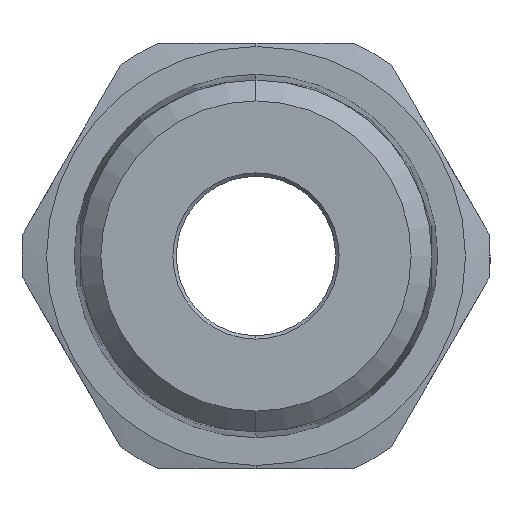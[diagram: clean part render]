
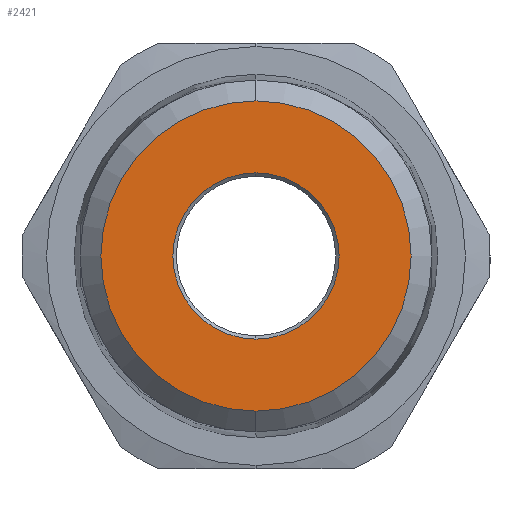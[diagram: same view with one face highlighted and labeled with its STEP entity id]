
A CAD part, left-side view. The second image highlights one B-rep face of the part: STEP entity #2421.
In plain terms, the highlighted planar face has unit normal (-1, 0, 0).
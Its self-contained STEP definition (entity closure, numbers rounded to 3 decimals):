
#81 = CIRCLE ( 'NONE', #681, 11.477 ) ;
#188 = CARTESIAN_POINT ( 'NONE',  ( 0., 0., 6.15 ) ) ;
#198 = EDGE_LOOP ( 'NONE', ( #1890, #920 ) ) ;
#326 = DIRECTION ( 'NONE',  ( -1., 0., 0. ) ) ;
#353 = DIRECTION ( 'NONE',  ( 0., 0., -1. ) ) ;
#458 = EDGE_CURVE ( 'NONE', #2244, #2341, #1028, .T. ) ;
#681 = AXIS2_PLACEMENT_3D ( 'NONE', #2277, #326, #2033 ) ;
#747 = CARTESIAN_POINT ( 'NONE',  ( 0., 0., -11.477 ) ) ;
#830 = AXIS2_PLACEMENT_3D ( 'NONE', #1193, #2931, #1920 ) ;
#854 = DIRECTION ( 'NONE',  ( 1., 0., 0. ) ) ;
#877 = VERTEX_POINT ( 'NONE', #747 ) ;
#920 = ORIENTED_EDGE ( 'NONE', *, *, #2381, .T. ) ;
#957 = AXIS2_PLACEMENT_3D ( 'NONE', #2141, #1927, #2889 ) ;
#1019 = FACE_BOUND ( 'NONE', #198, .T. ) ;
#1028 = CIRCLE ( 'NONE', #2800, 6.15 ) ;
#1099 = VERTEX_POINT ( 'NONE', #2344 ) ;
#1193 = CARTESIAN_POINT ( 'NONE',  ( 0., 0., 0. ) ) ;
#1441 = PLANE ( 'NONE',  #830 ) ;
#1518 = EDGE_CURVE ( 'NONE', #1099, #877, #81, .T. ) ;
#1713 = DIRECTION ( 'NONE',  ( 1., 0., 0. ) ) ;
#1725 = DIRECTION ( 'NONE',  ( 0., 0., -1. ) ) ;
#1890 = ORIENTED_EDGE ( 'NONE', *, *, #458, .T. ) ;
#1920 = DIRECTION ( 'NONE',  ( 0., 0., -1. ) ) ;
#1927 = DIRECTION ( 'NONE',  ( -1., 0., 0. ) ) ;
#2033 = DIRECTION ( 'NONE',  ( 0., 0., -1. ) ) ;
#2141 = CARTESIAN_POINT ( 'NONE',  ( 0., 0., 0. ) ) ;
#2211 = CARTESIAN_POINT ( 'NONE',  ( 0., 0., 0. ) ) ;
#2244 = VERTEX_POINT ( 'NONE', #188 ) ;
#2263 = ORIENTED_EDGE ( 'NONE', *, *, #1518, .T. ) ;
#2277 = CARTESIAN_POINT ( 'NONE',  ( 0., 0., 0. ) ) ;
#2296 = CARTESIAN_POINT ( 'NONE',  ( 0., 0., 0. ) ) ;
#2341 = VERTEX_POINT ( 'NONE', #2456 ) ;
#2344 = CARTESIAN_POINT ( 'NONE',  ( 0., 0., 11.477 ) ) ;
#2381 = EDGE_CURVE ( 'NONE', #2341, #2244, #3039, .T. ) ;
#2421 = ADVANCED_FACE ( 'NONE', ( #1019, #2671 ), #1441, .F. ) ;
#2456 = CARTESIAN_POINT ( 'NONE',  ( 0., 0., -6.15 ) ) ;
#2671 = FACE_OUTER_BOUND ( 'NONE', #2956, .T. ) ;
#2800 = AXIS2_PLACEMENT_3D ( 'NONE', #2296, #854, #353 ) ;
#2807 = AXIS2_PLACEMENT_3D ( 'NONE', #2211, #1713, #1725 ) ;
#2863 = EDGE_CURVE ( 'NONE', #877, #1099, #2927, .T. ) ;
#2871 = ORIENTED_EDGE ( 'NONE', *, *, #2863, .T. ) ;
#2889 = DIRECTION ( 'NONE',  ( 0., 0., -1. ) ) ;
#2927 = CIRCLE ( 'NONE', #957, 11.477 ) ;
#2931 = DIRECTION ( 'NONE',  ( 1., 0., 0. ) ) ;
#2956 = EDGE_LOOP ( 'NONE', ( #2871, #2263 ) ) ;
#3039 = CIRCLE ( 'NONE', #2807, 6.15 ) ;
